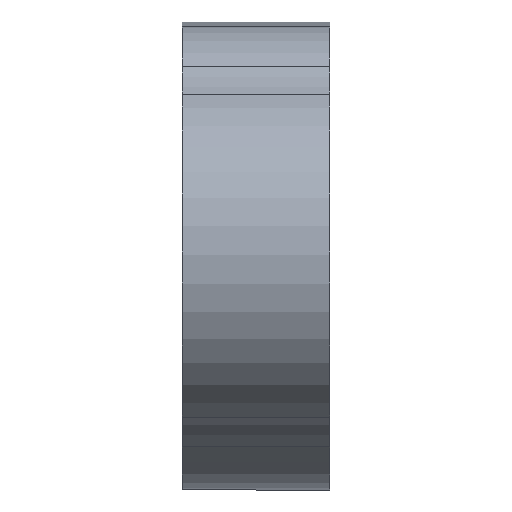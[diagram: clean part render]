
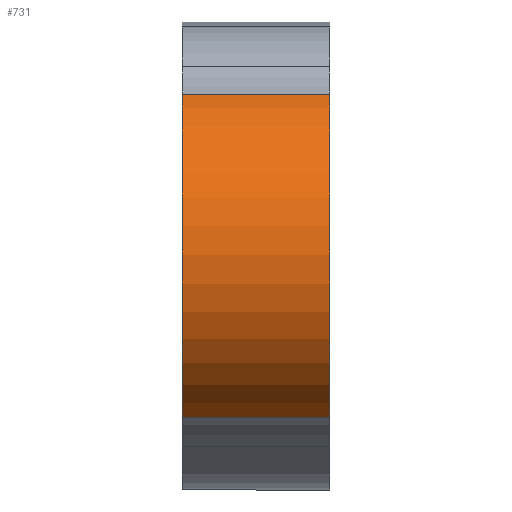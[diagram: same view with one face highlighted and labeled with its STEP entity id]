
A CAD part, left-side view. The second image highlights one B-rep face of the part: STEP entity #731.
In plain terms, the highlighted cylindrical face has radius 12 mm (diameter 24 mm), a partial arc.
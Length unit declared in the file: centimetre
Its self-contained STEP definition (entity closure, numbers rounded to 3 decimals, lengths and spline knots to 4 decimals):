
#115=FACE_OUTER_BOUND('',#193,.T.);
#193=EDGE_LOOP('',(#670,#671,#672,#673));
#223=LINE('',#1153,#275);
#225=LINE('',#1157,#277);
#275=VECTOR('',#932,1.);
#277=VECTOR('',#938,1.);
#303=CIRCLE('',#742,1.2);
#320=CIRCLE('',#762,1.2);
#346=VERTEX_POINT('',#1044);
#347=VERTEX_POINT('',#1046);
#368=VERTEX_POINT('',#1094);
#369=VERTEX_POINT('',#1096);
#416=EDGE_CURVE('',#346,#347,#303,.T.);
#441=EDGE_CURVE('',#369,#368,#320,.T.);
#470=EDGE_CURVE('',#369,#346,#223,.T.);
#472=EDGE_CURVE('',#347,#368,#225,.T.);
#670=ORIENTED_EDGE('',*,*,#470,.F.);
#671=ORIENTED_EDGE('',*,*,#441,.T.);
#672=ORIENTED_EDGE('',*,*,#472,.F.);
#673=ORIENTED_EDGE('',*,*,#416,.F.);
#692=CYLINDRICAL_SURFACE('',#810,1.2);
#731=ADVANCED_FACE('',(#115),#692,.T.);
#742=AXIS2_PLACEMENT_3D('',#1047,#836,#837);
#762=AXIS2_PLACEMENT_3D('',#1097,#884,#885);
#810=AXIS2_PLACEMENT_3D('',#1216,#1017,#1018);
#836=DIRECTION('center_axis',(0.,1.,0.));
#837=DIRECTION('ref_axis',(0.002,0.,-1.));
#884=DIRECTION('center_axis',(0.,1.,0.));
#885=DIRECTION('ref_axis',(-1.,0.,0.));
#932=DIRECTION('',(0.,1.,0.));
#938=DIRECTION('',(0.,-1.,0.));
#1017=DIRECTION('center_axis',(0.,1.,0.));
#1018=DIRECTION('ref_axis',(-1.,0.,0.));
#1044=CARTESIAN_POINT('',(-11.497,1.3,0.4954));
#1046=CARTESIAN_POINT('',(-11.4866,1.3,2.6863));
#1047=CARTESIAN_POINT('Origin',(-11.0019,1.3,1.5885));
#1094=CARTESIAN_POINT('',(-11.4866,0.3,2.6863));
#1096=CARTESIAN_POINT('',(-11.497,0.3,0.4954));
#1097=CARTESIAN_POINT('Origin',(-11.0019,0.3,1.5885));
#1153=CARTESIAN_POINT('',(-11.497,0.3,0.4954));
#1157=CARTESIAN_POINT('',(-11.4866,0.3,2.6863));
#1216=CARTESIAN_POINT('Origin',(-11.0019,0.3,1.5885));
